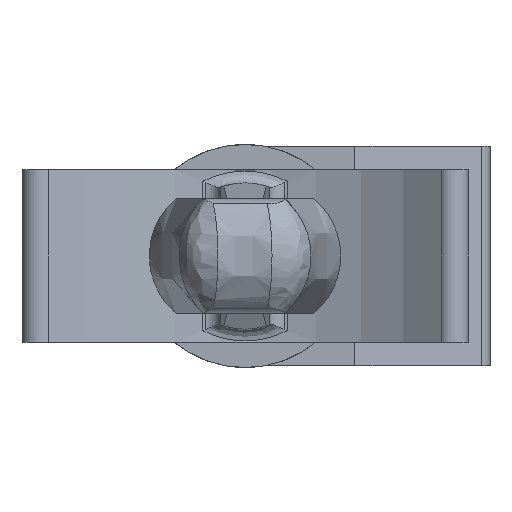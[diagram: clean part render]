
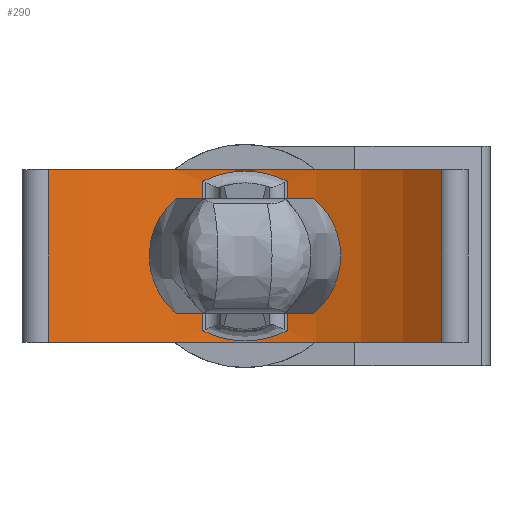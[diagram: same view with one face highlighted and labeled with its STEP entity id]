
A CAD part, front view. The second image highlights one B-rep face of the part: STEP entity #290.
In plain terms, the highlighted cylindrical face has radius 9.525 mm (diameter 19.05 mm), a partial arc.
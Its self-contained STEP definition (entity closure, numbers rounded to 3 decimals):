
#290=ADVANCED_FACE('NONE',(#667,#668),#669,.F.);
#667=FACE_OUTER_BOUND('',#1403,.T.);
#668=FACE_BOUND('',#1404,.T.);
#669=CYLINDRICAL_SURFACE('',#1405,9.525);
#1403=EDGE_LOOP('',(#2222,#2223,#2224,#2225));
#1404=EDGE_LOOP('',(#2226,#2227,#2228,#2229));
#1405=AXIS2_PLACEMENT_3D('',#2230,#2231,#2232);
#2222=ORIENTED_EDGE('',*,*,#3314,.T.);
#2223=ORIENTED_EDGE('',*,*,#3146,.T.);
#2224=ORIENTED_EDGE('',*,*,#3307,.T.);
#2225=ORIENTED_EDGE('',*,*,#3311,.T.);
#2226=ORIENTED_EDGE('',*,*,#3303,.T.);
#2227=ORIENTED_EDGE('',*,*,#3141,.F.);
#2228=ORIENTED_EDGE('',*,*,#3298,.T.);
#2229=ORIENTED_EDGE('',*,*,#3321,.F.);
#2230=CARTESIAN_POINT('',(0.0,-11.085,2.745));
#2231=DIRECTION('',(0.0,0.0,1.0));
#2232=DIRECTION('',(-1.0,0.0,0.0));
#3141=EDGE_CURVE('NONE',#3709,#3704,#3711,.T.);
#3146=EDGE_CURVE('NONE',#3714,#3718,#3720,.T.);
#3298=EDGE_CURVE('NONE',#3709,#3945,#3947,.T.);
#3303=EDGE_CURVE('NONE',#3953,#3704,#3954,.T.);
#3307=EDGE_CURVE('NONE',#3718,#3957,#3959,.T.);
#3311=EDGE_CURVE('NONE',#3957,#3962,#3964,.T.);
#3314=EDGE_CURVE('NONE',#3962,#3714,#3967,.T.);
#3321=EDGE_CURVE('NONE',#3953,#3945,#3974,.T.);
#3704=VERTEX_POINT('NONE',#4637);
#3709=VERTEX_POINT('NONE',#4651);
#3711=LINE('',#4656,#4657);
#3714=VERTEX_POINT('NONE',#4660);
#3718=VERTEX_POINT('NONE',#4665);
#3720=LINE('',#4667,#4668);
#3945=VERTEX_POINT('NONE',#5134);
#3947=B_SPLINE_CURVE_WITH_KNOTS('',3,(#5139,#5140,#5141,#5142,#5143,#5144),.UNSPECIFIED.,.F.,.F.,(4,2,4),(0.0,0.5,1.0),.UNSPECIFIED.);
#3953=VERTEX_POINT('NONE',#5194);
#3954=B_SPLINE_CURVE_WITH_KNOTS('',3,(#5195,#5196,#5197,#5198,#5199,#5200,#5201,#5202),.UNSPECIFIED.,.F.,.F.,(4,2,2,4),(0.0,0.5,0.75,1.0),.UNSPECIFIED.);
#3957=VERTEX_POINT('NONE',#5208);
#3959=CIRCLE('',#5210,9.525);
#3962=VERTEX_POINT('NONE',#5213);
#3964=LINE('',#5215,#5216);
#3967=CIRCLE('',#5219,9.525);
#3974=LINE('',#5228,#5229);
#4637=CARTESIAN_POINT('',(1.341,-1.655,2.379));
#4651=CARTESIAN_POINT('',(1.341,-1.655,-2.379));
#4656=CARTESIAN_POINT('',(1.341,-1.655,0.0));
#4657=VECTOR('',#5940,1000.0);
#4660=CARTESIAN_POINT('',(-6.258,-3.904,2.745));
#4665=CARTESIAN_POINT('',(-6.258,-3.904,-2.745));
#4667=CARTESIAN_POINT('',(-6.258,-3.904,0.0));
#4668=VECTOR('',#5948,1000.0);
#5134=CARTESIAN_POINT('',(-1.341,-1.655,-2.379));
#5139=CARTESIAN_POINT('',(1.341,-1.655,-2.379));
#5140=CARTESIAN_POINT('',(0.929,-1.596,-2.593));
#5141=CARTESIAN_POINT('',(0.467,-1.56,-2.705));
#5142=CARTESIAN_POINT('',(-0.468,-1.56,-2.705));
#5143=CARTESIAN_POINT('',(-0.929,-1.596,-2.593));
#5144=CARTESIAN_POINT('',(-1.341,-1.655,-2.379));
#5194=CARTESIAN_POINT('',(-1.341,-1.655,2.379));
#5195=CARTESIAN_POINT('',(-1.341,-1.655,2.379));
#5196=CARTESIAN_POINT('',(-0.927,-1.596,2.594));
#5197=CARTESIAN_POINT('',(-0.465,-1.56,2.705));
#5198=CARTESIAN_POINT('',(0.234,-1.56,2.705));
#5199=CARTESIAN_POINT('',(0.462,-1.568,2.678));
#5200=CARTESIAN_POINT('',(0.917,-1.601,2.568));
#5201=CARTESIAN_POINT('',(1.134,-1.625,2.486));
#5202=CARTESIAN_POINT('',(1.341,-1.655,2.379));
#5208=CARTESIAN_POINT('',(6.258,-3.904,-2.745));
#5210=AXIS2_PLACEMENT_3D('',#6098,#6099,#6100);
#5213=CARTESIAN_POINT('',(6.258,-3.904,2.745));
#5215=CARTESIAN_POINT('',(6.258,-3.904,0.0));
#5216=VECTOR('',#6107,1000.0);
#5219=AXIS2_PLACEMENT_3D('',#6111,#6112,#6113);
#5228=CARTESIAN_POINT('',(-1.341,-1.655,0.0));
#5229=VECTOR('',#6116,1000.0);
#5940=DIRECTION('',(-0.0,-0.0,1.0));
#5948=DIRECTION('',(0.0,0.0,-1.0));
#6098=CARTESIAN_POINT('',(0.0,-11.085,-2.745));
#6099=DIRECTION('',(0.0,0.0,-1.0));
#6100=DIRECTION('',(-1.0,0.0,0.0));
#6107=DIRECTION('',(-0.0,-0.0,1.0));
#6111=CARTESIAN_POINT('',(0.0,-11.085,2.745));
#6112=DIRECTION('',(0.0,0.0,1.0));
#6113=DIRECTION('',(-1.0,0.,0.0));
#6116=DIRECTION('',(0.0,0.0,-1.0));
